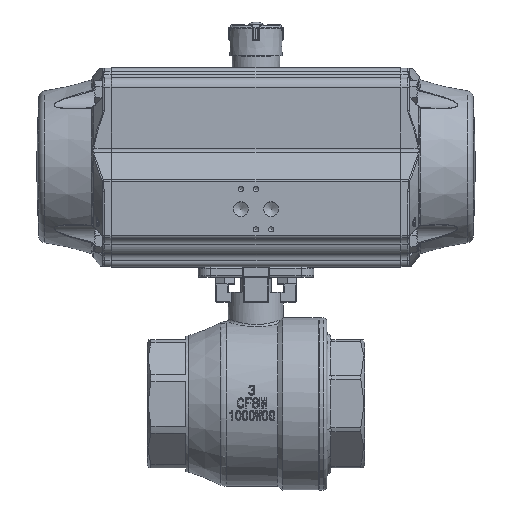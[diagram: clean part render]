
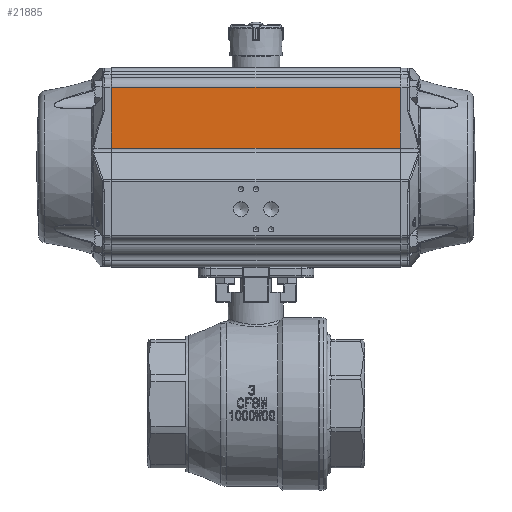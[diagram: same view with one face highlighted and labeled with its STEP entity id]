
A CAD part, top view. The second image highlights one B-rep face of the part: STEP entity #21885.
In plain terms, the highlighted face is planar.
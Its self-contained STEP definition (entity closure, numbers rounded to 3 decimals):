
#3682=ORIENTED_EDGE('',*,*,#10250,.F.);
#3683=ORIENTED_EDGE('',*,*,#10150,.T.);
#3684=ORIENTED_EDGE('',*,*,#10251,.T.);
#3685=ORIENTED_EDGE('',*,*,#10057,.T.);
#10057=EDGE_CURVE('',#13392,#13388,#15576,.T.);
#10150=EDGE_CURVE('',#13453,#13457,#15633,.T.);
#10250=EDGE_CURVE('',#13453,#13388,#15702,.T.);
#10251=EDGE_CURVE('',#13457,#13392,#15703,.T.);
#13388=VERTEX_POINT('',#31855);
#13392=VERTEX_POINT('',#31867);
#13453=VERTEX_POINT('',#32045);
#13457=VERTEX_POINT('',#32057);
#15576=LINE('',#31870,#16805);
#15633=LINE('',#32058,#16862);
#15702=LINE('',#32256,#16931);
#15703=LINE('',#32258,#16932);
#16805=VECTOR('',#25895,1000.);
#16862=VECTOR('',#26086,1000.);
#16931=VECTOR('',#26307,1000.);
#16932=VECTOR('',#26310,1000.);
#18108=EDGE_LOOP('',(#3682,#3683,#3684,#3685));
#19784=FACE_BOUND('',#18108,.T.);
#21415=PLANE('',#23578);
#21885=ADVANCED_FACE('',(#19784),#21415,.F.);
#23578=AXIS2_PLACEMENT_3D('',#32257,#26308,#26309);
#25895=DIRECTION('',(0.,-1.,0.));
#26086=DIRECTION('',(0.,1.,0.));
#26307=DIRECTION('',(0.,0.,-1.));
#26308=DIRECTION('',(1.,0.,0.));
#26309=DIRECTION('',(0.,1.,0.));
#26310=DIRECTION('',(0.,0.,-1.));
#31855=CARTESIAN_POINT('',(-71.,14.69,-115.));
#31867=CARTESIAN_POINT('',(-71.,63.1,-115.));
#31870=CARTESIAN_POINT('',(-71.,63.1,-115.));
#32045=CARTESIAN_POINT('',(-71.,14.69,115.));
#32057=CARTESIAN_POINT('',(-71.,63.1,115.));
#32058=CARTESIAN_POINT('',(-71.,63.1,115.));
#32256=CARTESIAN_POINT('',(-71.,14.69,115.5));
#32257=CARTESIAN_POINT('',(-71.,63.1,115.5));
#32258=CARTESIAN_POINT('',(-71.,63.1,115.5));
